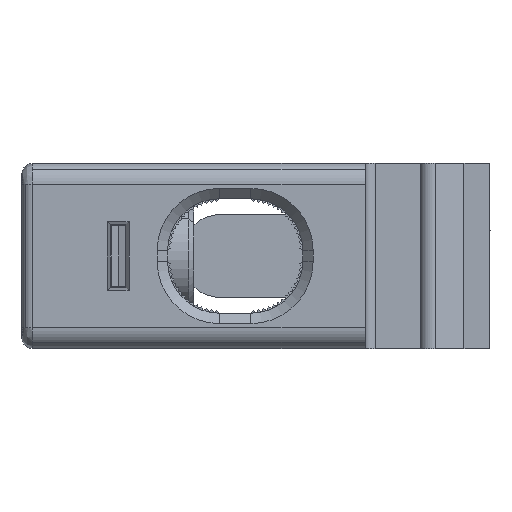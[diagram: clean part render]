
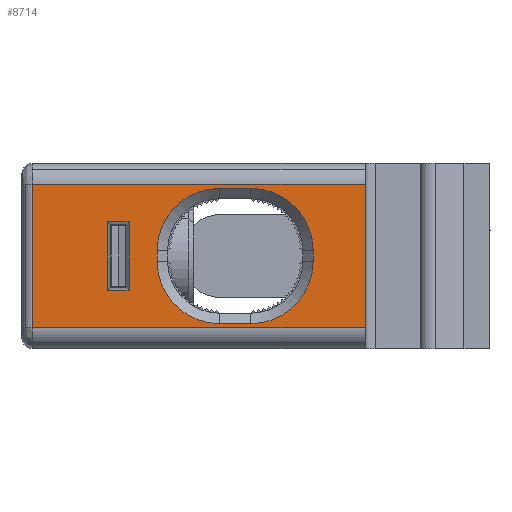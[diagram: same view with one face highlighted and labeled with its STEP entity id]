
A CAD part, left-side view. The second image highlights one B-rep face of the part: STEP entity #8714.
In plain terms, the highlighted planar face has unit normal (-1, 0, 0).
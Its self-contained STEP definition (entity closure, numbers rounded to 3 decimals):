
#1389=DIRECTION('',(0.,1.,0.));
#1390=VECTOR('',#1389,32.);
#1391=CARTESIAN_POINT('',(0.,12.,-6.9));
#1392=LINE('',#1391,#1390);
#1444=DIRECTION('',(0.,0.,1.));
#1445=VECTOR('',#1444,13.8);
#1446=CARTESIAN_POINT('',(0.,44.,-6.9));
#1447=LINE('',#1446,#1445);
#3626=DIRECTION('',(0.,0.,1.));
#3627=VECTOR('',#3626,13.8);
#3628=CARTESIAN_POINT('',(0.,12.,-6.9));
#3629=LINE('',#3628,#3627);
#3633=DIRECTION('',(0.,0.,1.));
#3634=VECTOR('',#3633,6.6);
#3635=CARTESIAN_POINT('',(0.,36.8,-3.3));
#3636=LINE('',#3635,#3634);
#3640=DIRECTION('',(0.,1.,0.));
#3641=VECTOR('',#3640,2.1);
#3642=CARTESIAN_POINT('',(0.,34.7,-3.3));
#3643=LINE('',#3642,#3641);
#3647=DIRECTION('',(0.,0.,-1.));
#3648=VECTOR('',#3647,6.6);
#3649=CARTESIAN_POINT('',(0.,34.7,3.3));
#3650=LINE('',#3649,#3648);
#3654=DIRECTION('',(0.,-1.,0.));
#3655=VECTOR('',#3654,2.1);
#3656=CARTESIAN_POINT('',(0.,36.8,3.3));
#3657=LINE('',#3656,#3655);
#3661=DIRECTION('',(0.,1.,0.));
#3662=VECTOR('',#3661,3.);
#3663=CARTESIAN_POINT('',(0.,23.001,-6.5));
#3664=LINE('',#3663,#3662);
#3668=CARTESIAN_POINT('',(0.,23.001,-0.5));
#3669=DIRECTION('',(1.,0.,0.));
#3670=DIRECTION('',(0.,-1.,0.));
#3671=AXIS2_PLACEMENT_3D('',#3668,#3669,#3670);
#3676=DIRECTION('',(0.,0.,-1.));
#3677=VECTOR('',#3676,1.);
#3678=CARTESIAN_POINT('',(0.,17.001,0.5));
#3679=LINE('',#3678,#3677);
#3683=CARTESIAN_POINT('',(0.,23.001,0.5));
#3684=DIRECTION('',(1.,0.,0.));
#3685=DIRECTION('',(0.,0.,1.));
#3686=AXIS2_PLACEMENT_3D('',#3683,#3684,#3685);
#3691=DIRECTION('',(0.,-1.,0.));
#3692=VECTOR('',#3691,3.);
#3693=CARTESIAN_POINT('',(0.,26.001,6.5));
#3694=LINE('',#3693,#3692);
#3698=CARTESIAN_POINT('',(0.,26.001,0.5));
#3699=DIRECTION('',(1.,0.,0.));
#3700=DIRECTION('',(0.,1.,0.));
#3701=AXIS2_PLACEMENT_3D('',#3698,#3699,#3700);
#3706=DIRECTION('',(0.,0.,1.));
#3707=VECTOR('',#3706,1.);
#3708=CARTESIAN_POINT('',(0.,32.001,-0.5));
#3709=LINE('',#3708,#3707);
#3713=CARTESIAN_POINT('',(0.,26.001,-0.5));
#3714=DIRECTION('',(1.,0.,0.));
#3715=DIRECTION('',(0.,0.,-1.));
#3716=AXIS2_PLACEMENT_3D('',#3713,#3714,#3715);
#3721=DIRECTION('',(0.,-1.,0.));
#3722=VECTOR('',#3721,32.);
#3723=CARTESIAN_POINT('',(0.,44.,6.9));
#3724=LINE('',#3723,#3722);
#4203=CARTESIAN_POINT('',(0.,23.001,-6.5));
#4204=CARTESIAN_POINT('',(0.,26.001,-6.5));
#4205=VERTEX_POINT('',#4203);
#4206=VERTEX_POINT('',#4204);
#4211=CARTESIAN_POINT('',(0.,17.001,-0.5));
#4213=VERTEX_POINT('',#4211);
#4215=CARTESIAN_POINT('',(0.,26.001,6.5));
#4216=CARTESIAN_POINT('',(0.,23.001,6.5));
#4217=VERTEX_POINT('',#4215);
#4218=VERTEX_POINT('',#4216);
#4281=CARTESIAN_POINT('',(0.,12.,-6.9));
#4282=CARTESIAN_POINT('',(0.,44.,-6.9));
#4283=VERTEX_POINT('',#4281);
#4284=VERTEX_POINT('',#4282);
#4516=CARTESIAN_POINT('',(0.,32.001,0.5));
#4518=VERTEX_POINT('',#4516);
#4550=CARTESIAN_POINT('',(0.,44.,6.9));
#4551=CARTESIAN_POINT('',(0.,12.,6.9));
#4552=VERTEX_POINT('',#4550);
#4553=VERTEX_POINT('',#4551);
#4610=CARTESIAN_POINT('',(0.,36.8,-3.3));
#4611=CARTESIAN_POINT('',(0.,36.8,3.3));
#4612=VERTEX_POINT('',#4610);
#4613=VERTEX_POINT('',#4611);
#4614=CARTESIAN_POINT('',(0.,32.001,-0.5));
#4615=VERTEX_POINT('',#4614);
#4678=CARTESIAN_POINT('',(0.,34.7,-3.3));
#4679=VERTEX_POINT('',#4678);
#4690=CARTESIAN_POINT('',(0.,17.001,0.5));
#4691=VERTEX_POINT('',#4690);
#4784=CARTESIAN_POINT('',(0.,34.7,3.3));
#4785=VERTEX_POINT('',#4784);
#8678=CARTESIAN_POINT('',(0.,45.,0.));
#8679=DIRECTION('',(-1.,0.,0.));
#8680=DIRECTION('',(0.,-1.,0.));
#8681=AXIS2_PLACEMENT_3D('',#8678,#8679,#8680);
#8682=PLANE('',#8681);
#8683=ORIENTED_EDGE('',*,*,#5908,.T.);
#8685=ORIENTED_EDGE('',*,*,#8684,.T.);
#8686=ORIENTED_EDGE('',*,*,#5802,.F.);
#8687=ORIENTED_EDGE('',*,*,#5848,.T.);
#8688=EDGE_LOOP('',(#8683,#8685,#8686,#8687));
#8689=FACE_OUTER_BOUND('',#8688,.F.);
#8690=ORIENTED_EDGE('',*,*,#8646,.F.);
#8691=ORIENTED_EDGE('',*,*,#8540,.F.);
#8692=ORIENTED_EDGE('',*,*,#8564,.F.);
#8693=ORIENTED_EDGE('',*,*,#8626,.F.);
#8694=EDGE_LOOP('',(#8690,#8691,#8692,#8693));
#8695=FACE_BOUND('',#8694,.F.);
#8697=ORIENTED_EDGE('',*,*,#8696,.F.);
#8699=ORIENTED_EDGE('',*,*,#8698,.F.);
#8701=ORIENTED_EDGE('',*,*,#8700,.F.);
#8703=ORIENTED_EDGE('',*,*,#8702,.F.);
#8705=ORIENTED_EDGE('',*,*,#8704,.F.);
#8707=ORIENTED_EDGE('',*,*,#8706,.F.);
#8709=ORIENTED_EDGE('',*,*,#8708,.F.);
#8711=ORIENTED_EDGE('',*,*,#8710,.F.);
#8712=EDGE_LOOP('',(#8697,#8699,#8701,#8703,#8705,#8707,#8709,#8711));
#8713=FACE_BOUND('',#8712,.F.);
#3672=CIRCLE('',#3671,6.);
#3687=CIRCLE('',#3686,6.);
#3702=CIRCLE('',#3701,6.);
#3717=CIRCLE('',#3716,6.);
#5802=EDGE_CURVE('',#4283,#4553,#3629,.T.);
#5848=EDGE_CURVE('',#4283,#4284,#1392,.T.);
#5908=EDGE_CURVE('',#4284,#4552,#1447,.T.);
#8540=EDGE_CURVE('',#4679,#4612,#3643,.T.);
#8564=EDGE_CURVE('',#4785,#4679,#3650,.T.);
#8626=EDGE_CURVE('',#4613,#4785,#3657,.T.);
#8646=EDGE_CURVE('',#4612,#4613,#3636,.T.);
#8684=EDGE_CURVE('',#4552,#4553,#3724,.T.);
#8696=EDGE_CURVE('',#4205,#4206,#3664,.T.);
#8698=EDGE_CURVE('',#4213,#4205,#3672,.T.);
#8700=EDGE_CURVE('',#4691,#4213,#3679,.T.);
#8702=EDGE_CURVE('',#4218,#4691,#3687,.T.);
#8704=EDGE_CURVE('',#4217,#4218,#3694,.T.);
#8706=EDGE_CURVE('',#4518,#4217,#3702,.T.);
#8708=EDGE_CURVE('',#4615,#4518,#3709,.T.);
#8710=EDGE_CURVE('',#4206,#4615,#3717,.T.);
#8714=ADVANCED_FACE('',(#8689,#8695,#8713),#8682,.T.);
